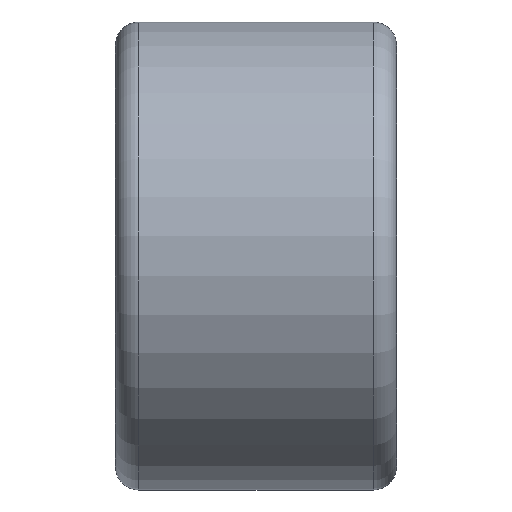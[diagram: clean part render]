
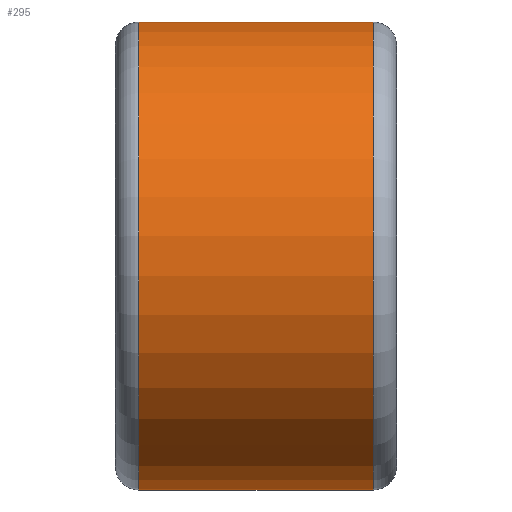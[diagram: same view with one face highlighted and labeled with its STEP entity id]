
A CAD part, left-side view. The second image highlights one B-rep face of the part: STEP entity #295.
In plain terms, the highlighted cylindrical face has radius 10 mm (diameter 20 mm), a partial arc.
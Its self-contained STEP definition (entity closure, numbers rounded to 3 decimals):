
#32=LINE('',#521,#46);
#36=LINE('',#548,#50);
#46=VECTOR('',#420,10.);
#50=VECTOR('',#462,10.);
#58=CYLINDRICAL_SURFACE('',#355,10.);
#77=FACE_OUTER_BOUND('',#99,.T.);
#99=EDGE_LOOP('',(#263,#264,#265,#266));
#116=CIRCLE('',#333,10.);
#122=CIRCLE('',#345,10.);
#137=VERTEX_POINT('',#491);
#142=VERTEX_POINT('',#505);
#146=VERTEX_POINT('',#520);
#147=VERTEX_POINT('',#528);
#173=EDGE_CURVE('',#142,#137,#116,.T.);
#177=EDGE_CURVE('',#146,#137,#32,.T.);
#184=EDGE_CURVE('',#146,#147,#122,.T.);
#190=EDGE_CURVE('',#147,#142,#36,.T.);
#263=ORIENTED_EDGE('',*,*,#173,.F.);
#264=ORIENTED_EDGE('',*,*,#190,.F.);
#265=ORIENTED_EDGE('',*,*,#184,.F.);
#266=ORIENTED_EDGE('',*,*,#177,.T.);
#295=ADVANCED_FACE('',(#77),#58,.T.);
#333=AXIS2_PLACEMENT_3D('',#512,#410,#411);
#345=AXIS2_PLACEMENT_3D('',#533,#439,#440);
#355=AXIS2_PLACEMENT_3D('',#547,#460,#461);
#410=DIRECTION('center_axis',(0.,1.,0.));
#411=DIRECTION('ref_axis',(-1.,0.,0.));
#420=DIRECTION('',(0.,1.,0.));
#439=DIRECTION('center_axis',(0.,-1.,0.));
#440=DIRECTION('ref_axis',(-1.,0.,0.));
#460=DIRECTION('center_axis',(0.,1.,0.));
#461=DIRECTION('ref_axis',(-1.,0.,0.));
#462=DIRECTION('',(0.,1.,0.));
#491=CARTESIAN_POINT('',(148.695,353.787,9.987));
#505=CARTESIAN_POINT('',(148.695,353.787,-9.987));
#512=CARTESIAN_POINT('Origin',(148.195,353.787,0.));
#520=CARTESIAN_POINT('',(148.695,343.787,9.987));
#521=CARTESIAN_POINT('',(148.695,342.787,9.987));
#528=CARTESIAN_POINT('',(148.695,343.787,-9.987));
#533=CARTESIAN_POINT('Origin',(148.195,343.787,0.));
#547=CARTESIAN_POINT('Origin',(148.195,342.787,0.));
#548=CARTESIAN_POINT('',(148.695,342.787,-9.987));
